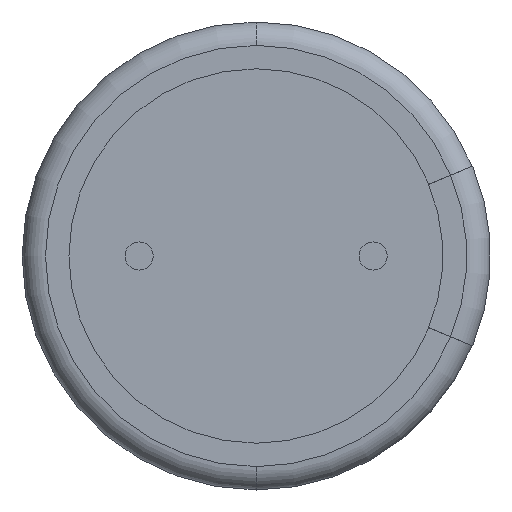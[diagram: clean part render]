
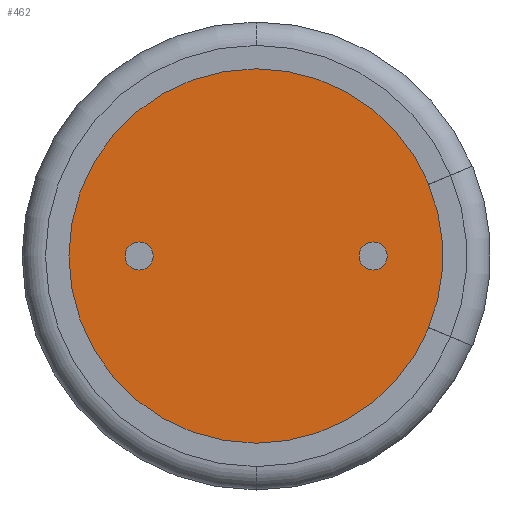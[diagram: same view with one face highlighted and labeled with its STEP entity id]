
A CAD part, front view. The second image highlights one B-rep face of the part: STEP entity #462.
In plain terms, the highlighted planar face has unit normal (0, -1, 0).
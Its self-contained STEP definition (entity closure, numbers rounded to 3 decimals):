
#15 = CARTESIAN_POINT ( 'NONE',  ( 3.694, 0.3, -1.534 ) ) ;
#29 = FACE_BOUND ( 'NONE', #194, .T. ) ;
#40 = DIRECTION ( 'NONE',  ( 0., 0., 1. ) ) ;
#74 = DIRECTION ( 'NONE',  ( 0., 0., -1. ) ) ;
#85 = FACE_OUTER_BOUND ( 'NONE', #724, .T. ) ;
#87 = CARTESIAN_POINT ( 'NONE',  ( 3.686, 0.3, -1.531 ) ) ;
#120 = CARTESIAN_POINT ( 'NONE',  ( 0., 0.3, -4. ) ) ;
#132 = AXIS2_PLACEMENT_3D ( 'NONE', #894, #2105, #1070 ) ;
#149 = ORIENTED_EDGE ( 'NONE', *, *, #1370, .F. ) ;
#151 = ORIENTED_EDGE ( 'NONE', *, *, #575, .T. ) ;
#194 = EDGE_LOOP ( 'NONE', ( #149, #2222 ) ) ;
#212 = ORIENTED_EDGE ( 'NONE', *, *, #2114, .T. ) ;
#269 = DIRECTION ( 'NONE',  ( 0., -1., 0. ) ) ;
#305 = VECTOR ( 'NONE', #2120, 1000. ) ;
#344 = VERTEX_POINT ( 'NONE', #861 ) ;
#388 = EDGE_CURVE ( 'NONE', #1234, #344, #758, .T. ) ;
#390 = CARTESIAN_POINT ( 'NONE',  ( -2.5, 0.3, 0. ) ) ;
#462 = ADVANCED_FACE ( 'NONE', ( #85, #593, #29 ), #811, .T. ) ;
#523 = CIRCLE ( 'NONE', #674, 4. ) ;
#562 = DIRECTION ( 'NONE',  ( 0., 0., -1. ) ) ;
#575 = EDGE_CURVE ( 'NONE', #1468, #344, #670, .T. ) ;
#593 = FACE_BOUND ( 'NONE', #1946, .T. ) ;
#670 = CIRCLE ( 'NONE', #132, 4. ) ;
#674 = AXIS2_PLACEMENT_3D ( 'NONE', #1964, #940, #2151 ) ;
#711 = CARTESIAN_POINT ( 'NONE',  ( -0.001, 0.3, -0.004 ) ) ;
#719 = AXIS2_PLACEMENT_3D ( 'NONE', #1954, #930, #2138 ) ;
#724 = EDGE_LOOP ( 'NONE', ( #1397, #975, #744, #871, #212, #151 ) ) ;
#736 = VERTEX_POINT ( 'NONE', #120 ) ;
#744 = ORIENTED_EDGE ( 'NONE', *, *, #962, .T. ) ;
#758 = LINE ( 'NONE', #1024, #305 ) ;
#811 = PLANE ( 'NONE',  #2013 ) ;
#816 = CARTESIAN_POINT ( 'NONE',  ( 0., 0.3, 0. ) ) ;
#828 = DIRECTION ( 'NONE',  ( 0., -1., 0. ) ) ;
#853 = LINE ( 'NONE', #711, #1711 ) ;
#861 = CARTESIAN_POINT ( 'NONE',  ( 3.686, 0.3, 1.531 ) ) ;
#871 = ORIENTED_EDGE ( 'NONE', *, *, #1147, .T. ) ;
#894 = CARTESIAN_POINT ( 'NONE',  ( -0.01, 0.3, 0. ) ) ;
#930 = DIRECTION ( 'NONE',  ( 0., -1., 0. ) ) ;
#940 = DIRECTION ( 'NONE',  ( 0., -1., 0. ) ) ;
#962 = EDGE_CURVE ( 'NONE', #1173, #736, #1114, .T. ) ;
#975 = ORIENTED_EDGE ( 'NONE', *, *, #1311, .T. ) ;
#991 = DIRECTION ( 'NONE',  ( 0., 0., -1. ) ) ;
#1015 = VERTEX_POINT ( 'NONE', #1970 ) ;
#1017 = AXIS2_PLACEMENT_3D ( 'NONE', #1291, #269, #1459 ) ;
#1024 = CARTESIAN_POINT ( 'NONE',  ( -0.001, 0.3, 0.004 ) ) ;
#1054 = CARTESIAN_POINT ( 'NONE',  ( 3.694, 0.3, 1.534 ) ) ;
#1062 = DIRECTION ( 'NONE',  ( 0., -1., 0. ) ) ;
#1068 = CARTESIAN_POINT ( 'NONE',  ( 2.5, 0.3, -0.3 ) ) ;
#1070 = DIRECTION ( 'NONE',  ( 0., 0., -1. ) ) ;
#1101 = DIRECTION ( 'NONE',  ( 0., -1., 0. ) ) ;
#1104 = CARTESIAN_POINT ( 'NONE',  ( -2.5, 0.3, -0.3 ) ) ;
#1114 = CIRCLE ( 'NONE', #719, 4. ) ;
#1121 = VERTEX_POINT ( 'NONE', #1104 ) ;
#1147 = EDGE_CURVE ( 'NONE', #736, #1634, #523, .T. ) ;
#1155 = EDGE_CURVE ( 'NONE', #1354, #1192, #1423, .T. ) ;
#1173 = VERTEX_POINT ( 'NONE', #1632 ) ;
#1191 = CIRCLE ( 'NONE', #2179, 0.3 ) ;
#1192 = VERTEX_POINT ( 'NONE', #1975 ) ;
#1214 = AXIS2_PLACEMENT_3D ( 'NONE', #2127, #1101, #74 ) ;
#1234 = VERTEX_POINT ( 'NONE', #1054 ) ;
#1268 = EDGE_CURVE ( 'NONE', #1192, #1354, #1343, .T. ) ;
#1291 = CARTESIAN_POINT ( 'NONE',  ( 2.5, 0.3, 0. ) ) ;
#1311 = EDGE_CURVE ( 'NONE', #1234, #1173, #2130, .T. ) ;
#1343 = CIRCLE ( 'NONE', #1585, 0.3 ) ;
#1354 = VERTEX_POINT ( 'NONE', #1068 ) ;
#1370 = EDGE_CURVE ( 'NONE', #1015, #1121, #1668, .T. ) ;
#1397 = ORIENTED_EDGE ( 'NONE', *, *, #388, .F. ) ;
#1423 = CIRCLE ( 'NONE', #1017, 0.3 ) ;
#1439 = ORIENTED_EDGE ( 'NONE', *, *, #1268, .F. ) ;
#1459 = DIRECTION ( 'NONE',  ( 0., 0., 1. ) ) ;
#1468 = VERTEX_POINT ( 'NONE', #87 ) ;
#1523 = ORIENTED_EDGE ( 'NONE', *, *, #1155, .F. ) ;
#1579 = DIRECTION ( 'NONE',  ( 0., -1., 0. ) ) ;
#1585 = AXIS2_PLACEMENT_3D ( 'NONE', #2093, #1062, #40 ) ;
#1632 = CARTESIAN_POINT ( 'NONE',  ( 0., 0.3, 4. ) ) ;
#1634 = VERTEX_POINT ( 'NONE', #15 ) ;
#1668 = CIRCLE ( 'NONE', #1781, 0.3 ) ;
#1673 = EDGE_CURVE ( 'NONE', #1121, #1015, #1191, .T. ) ;
#1711 = VECTOR ( 'NONE', #1900, 1000. ) ;
#1781 = AXIS2_PLACEMENT_3D ( 'NONE', #390, #1579, #562 ) ;
#1846 = CARTESIAN_POINT ( 'NONE',  ( -2.5, 0.3, 0. ) ) ;
#1900 = DIRECTION ( 'NONE',  ( -0.924, 0., 0.383 ) ) ;
#1946 = EDGE_LOOP ( 'NONE', ( #1439, #1523 ) ) ;
#1954 = CARTESIAN_POINT ( 'NONE',  ( 0., 0.3, 0. ) ) ;
#1964 = CARTESIAN_POINT ( 'NONE',  ( 0., 0.3, 0. ) ) ;
#1970 = CARTESIAN_POINT ( 'NONE',  ( -2.5, 0.3, 0.3 ) ) ;
#1975 = CARTESIAN_POINT ( 'NONE',  ( 2.5, 0.3, 0.3 ) ) ;
#2013 = AXIS2_PLACEMENT_3D ( 'NONE', #816, #2016, #991 ) ;
#2016 = DIRECTION ( 'NONE',  ( 0., -1., 0. ) ) ;
#2025 = DIRECTION ( 'NONE',  ( 0., 0., -1. ) ) ;
#2093 = CARTESIAN_POINT ( 'NONE',  ( 2.5, 0.3, 0. ) ) ;
#2105 = DIRECTION ( 'NONE',  ( 0., -1., 0. ) ) ;
#2114 = EDGE_CURVE ( 'NONE', #1634, #1468, #853, .T. ) ;
#2120 = DIRECTION ( 'NONE',  ( -0.924, 0., -0.383 ) ) ;
#2127 = CARTESIAN_POINT ( 'NONE',  ( 0., 0.3, 0. ) ) ;
#2130 = CIRCLE ( 'NONE', #1214, 4. ) ;
#2138 = DIRECTION ( 'NONE',  ( 0., 0., -1. ) ) ;
#2151 = DIRECTION ( 'NONE',  ( 0., 0., -1. ) ) ;
#2179 = AXIS2_PLACEMENT_3D ( 'NONE', #1846, #828, #2025 ) ;
#2222 = ORIENTED_EDGE ( 'NONE', *, *, #1673, .F. ) ;
